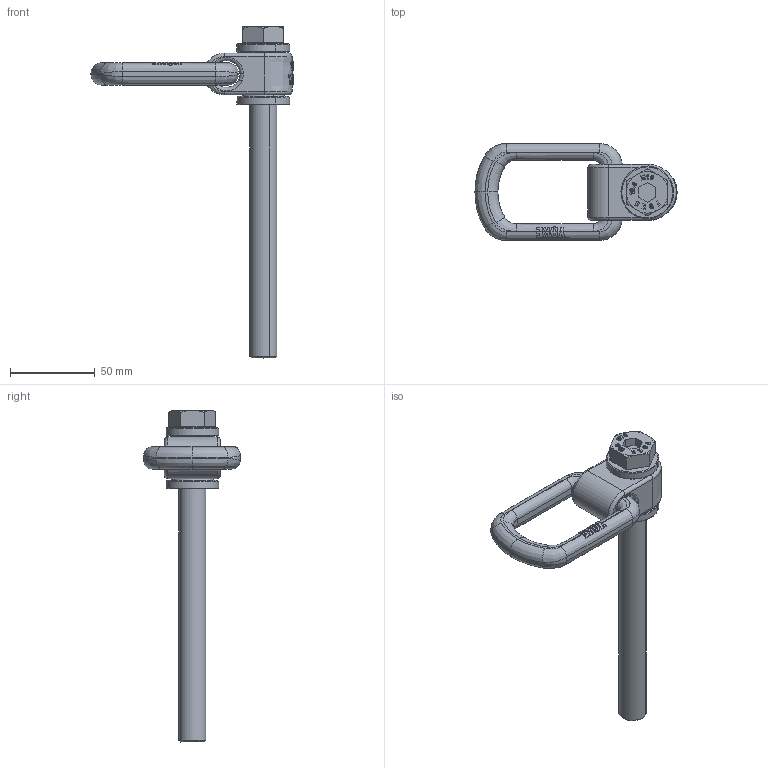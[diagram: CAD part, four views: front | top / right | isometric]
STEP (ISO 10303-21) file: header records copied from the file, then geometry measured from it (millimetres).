
FILE_DESCRIPTION(('CATIA V5 STEP Exchange'),'2;1');
FILE_NAME('8-211-015_185.stp','2014-07-08T03:27:28+00:00',('none'),('none'),'CATIA Version 5 Release 21 GA (IN-10)','CATIA V5 STEP AP214','none');
FILE_SCHEMA(('AUTOMOTIVE_DESIGN { 1 0 10303 214 1 1 1 1 }'));
Length unit declared in the file: millimetre
Products named in the file (5): 8-211-015; YK8211-015B; YK8211-015C; YK8211-015EH; YKM16x65L-015
Assembly tree (4 placements, depth 2):
  8-211-015
    YK8211-015B
    YK8211-015C
    YK8211-015EH
    YKM16x65L-015
Bounding box: 118.98 x 57 x 195.5 mm (x, y, z)
Volume: 98921.6 mm3; surface area: 34793.2 mm2
Topology: 4 solids, 4 shells, 1125 faces, 3197 edges, 2108 vertices
Faces by surface type: plane 985, bspline 52, cylinder 34, torus 34, extrusion 10, cone 10
Entity records: 46546 total; most frequent: CARTESIAN_POINT 19695, ORIENTED_EDGE 6394, DIRECTION 4168, EDGE_CURVE 3197, VERTEX_POINT 2108, VECTOR 2028, LINE 2018, EDGE_LOOP 1161
